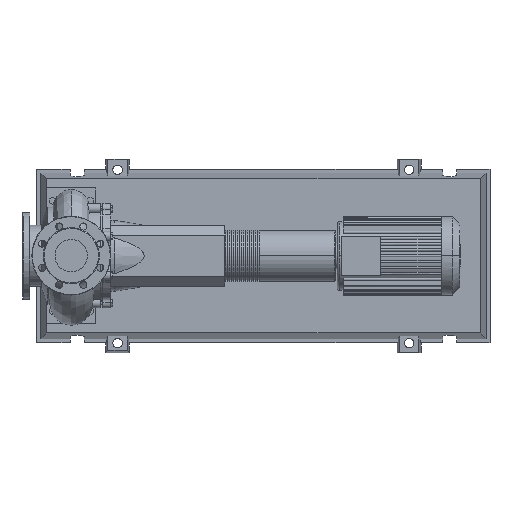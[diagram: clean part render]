
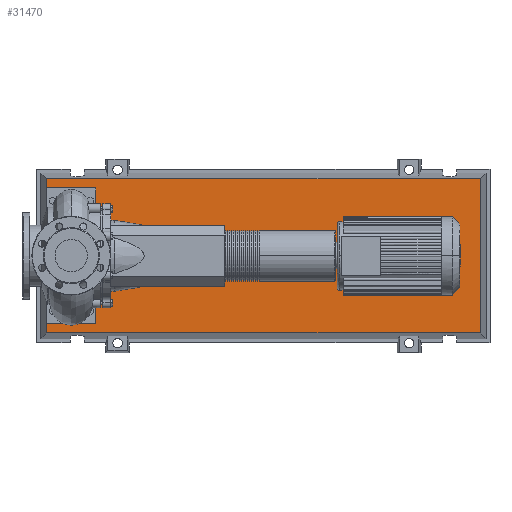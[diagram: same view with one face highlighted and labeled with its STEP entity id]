
A CAD part, top view. The second image highlights one B-rep face of the part: STEP entity #31470.
In plain terms, the highlighted planar face has unit normal (0, 0, 1).
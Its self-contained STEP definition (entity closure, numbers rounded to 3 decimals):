
#31151=CARTESIAN_POINT('',(1037.971,-195.471,103.0));
#31152=VERTEX_POINT('',#31151);
#31159=CARTESIAN_POINT('',(-62.971,-195.471,103.0));
#31160=VERTEX_POINT('',#31159);
#31161=CARTESIAN_POINT('',(1037.971,-195.471,103.0));
#31162=DIRECTION('',(-1.0,0.0,0.0));
#31163=VECTOR('',#31162,1100.941);
#31164=LINE('',#31161,#31163);
#31165=EDGE_CURVE('',#31152,#31160,#31164,.T.);
#31383=CARTESIAN_POINT('',(1037.971,195.471,103.0));
#31384=VERTEX_POINT('',#31383);
#31385=CARTESIAN_POINT('',(1037.971,195.471,103.0));
#31386=DIRECTION('',(0.0,-1.0,0.0));
#31387=VECTOR('',#31386,390.941);
#31388=LINE('',#31385,#31387);
#31389=EDGE_CURVE('',#31384,#31152,#31388,.T.);
#31407=CARTESIAN_POINT('',(-62.971,195.471,103.0));
#31408=VERTEX_POINT('',#31407);
#31409=CARTESIAN_POINT('',(-62.971,-195.471,103.0));
#31410=DIRECTION('',(0.0,1.0,0.0));
#31411=VECTOR('',#31410,390.941);
#31412=LINE('',#31409,#31411);
#31413=EDGE_CURVE('',#31160,#31408,#31412,.T.);
#31446=CARTESIAN_POINT('',(-62.971,195.471,103.0));
#31447=DIRECTION('',(1.0,0.0,0.0));
#31448=VECTOR('',#31447,1100.941);
#31449=LINE('',#31446,#31448);
#31450=EDGE_CURVE('',#31408,#31384,#31449,.T.);
#31459=CARTESIAN_POINT('',(487.5,0.,103.0));
#31460=DIRECTION('',(0.0,0.0,1.0));
#31461=DIRECTION('',(1.0,0.0,0.0));
#31462=AXIS2_PLACEMENT_3D('',#31459,#31460,#31461);
#31463=PLANE('',#31462);
#31464=ORIENTED_EDGE('',*,*,#31389,.F.);
#31465=ORIENTED_EDGE('',*,*,#31450,.F.);
#31466=ORIENTED_EDGE('',*,*,#31413,.F.);
#31467=ORIENTED_EDGE('',*,*,#31165,.F.);
#31468=EDGE_LOOP('',(#31464,#31465,#31466,#31467));
#31469=FACE_OUTER_BOUND('',#31468,.T.);
#31470=ADVANCED_FACE('',(#31469),#31463,.T.);
